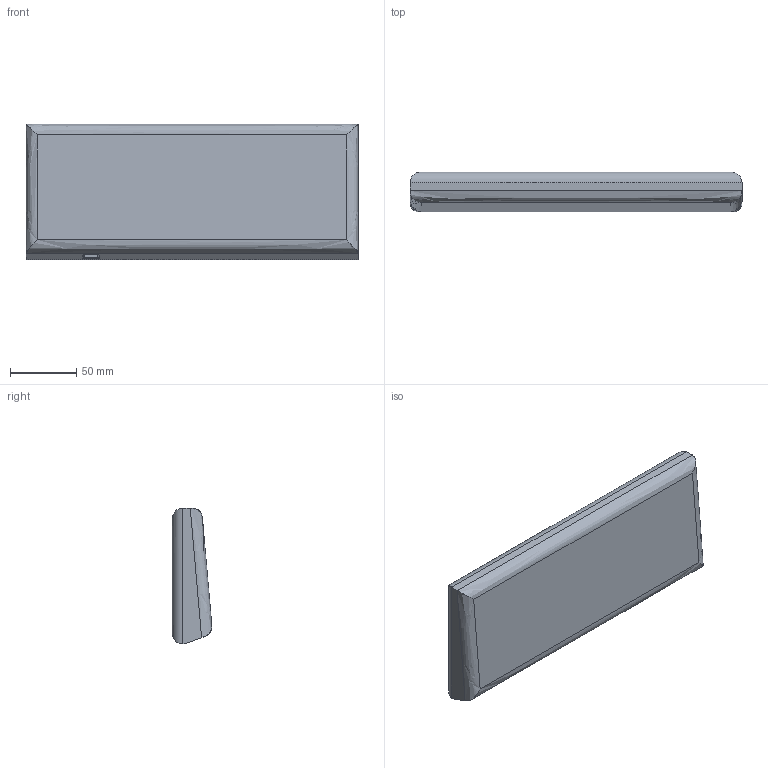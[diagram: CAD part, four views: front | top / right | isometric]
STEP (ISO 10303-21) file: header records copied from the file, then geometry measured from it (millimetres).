
FILE_DESCRIPTION(/* description */ (''),/* implementation_level */ '2;1');
FILE_NAME(/* name */ 'highShark v27.step',/* time_stamp */ '2019-05-04T04:26:55-03:00',/* author */ ('alvaro.volpato'),/* organization */ (''),/* preprocessor_version */ 'ST-DEVELOPER v18',/* originating_system */ 'Autodesk Translation Framework v8.2.0.1029',/* authorisation */ '');
FILE_SCHEMA (('AUTOMOTIVE_DESIGN { 1 0 10303 214 3 1 1 }'));
Length unit declared in the file: millimetre
Products named in the file (1): highShark
Bounding box: 250 x 29.85 x 102.23 mm (x, y, z)
Volume: 337841.5 mm3; surface area: 74661.7 mm2
Topology: 1 solids, 1 shells, 124 faces, 339 edges, 229 vertices
Faces by surface type: cylinder 47, plane 32, torus 22, cone 11, bspline 8, sphere 4
Full cylindrical faces by diameter (mm): 1.623 x11, 5 x5, 6 x6
Entity records: 4340 total; most frequent: CARTESIAN_POINT 1028, DIRECTION 752, ORIENTED_EDGE 656, EDGE_CURVE 328, AXIS2_PLACEMENT_3D 323, VERTEX_POINT 229, CIRCLE 194, EDGE_LOOP 149
